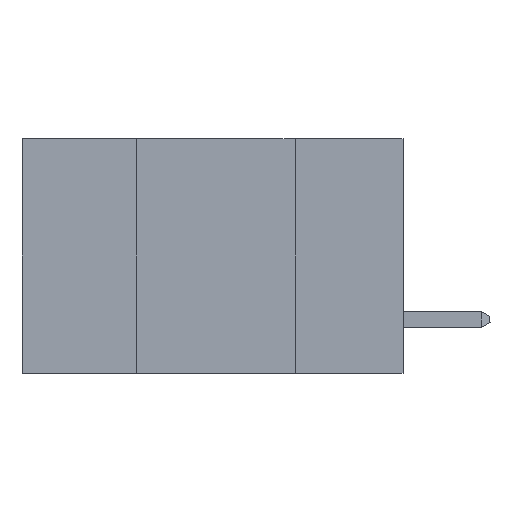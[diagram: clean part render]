
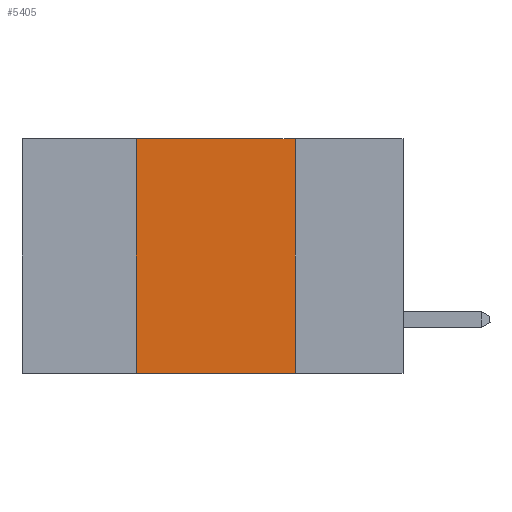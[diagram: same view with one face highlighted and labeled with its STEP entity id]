
A CAD part, left-side view. The second image highlights one B-rep face of the part: STEP entity #5405.
In plain terms, the highlighted planar face has unit normal (-1, 0, 0).
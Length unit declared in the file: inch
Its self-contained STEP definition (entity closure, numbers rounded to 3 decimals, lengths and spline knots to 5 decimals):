
#12 = AXIS2_PLACEMENT_3D ( 'NONE', #954, #15317, #13977 ) ;
#77 = VECTOR ( 'NONE', #12352, 39.37008 ) ;
#954 = CARTESIAN_POINT ( 'NONE',  ( 0., 0.6, 0. ) ) ;
#1227 = DIRECTION ( 'NONE',  ( 0., -1., 0. ) ) ;
#1628 = CARTESIAN_POINT ( 'NONE',  ( 0., 0.17, 0. ) ) ;
#2059 = CARTESIAN_POINT ( 'NONE',  ( 0., 0.42, -0.37 ) ) ;
#2269 = CARTESIAN_POINT ( 'NONE',  ( 0., 0.6, 0. ) ) ;
#3117 = VERTEX_POINT ( 'NONE', #10651 ) ;
#3772 = VERTEX_POINT ( 'NONE', #1628 ) ;
#4314 = VERTEX_POINT ( 'NONE', #2059 ) ;
#4987 = EDGE_CURVE ( 'NONE', #4314, #3117, #17121, .T. ) ;
#5159 = DIRECTION ( 'NONE',  ( 0., -1., 0. ) ) ;
#5286 = EDGE_CURVE ( 'NONE', #3772, #3117, #18451, .T. ) ;
#5405 = ADVANCED_FACE ( 'NONE', ( #13506 ), #15491, .F. ) ;
#5475 = EDGE_CURVE ( 'NONE', #11024, #3772, #10098, .T. ) ;
#6585 = ORIENTED_EDGE ( 'NONE', *, *, #5475, .F. ) ;
#8304 = VECTOR ( 'NONE', #13408, 39.37008 ) ;
#8311 = EDGE_LOOP ( 'NONE', ( #16637, #6585, #9170, #11257 ) ) ;
#9170 = ORIENTED_EDGE ( 'NONE', *, *, #13617, .F. ) ;
#9432 = VECTOR ( 'NONE', #1227, 39.37008 ) ;
#10098 = LINE ( 'NONE', #2269, #14627 ) ;
#10651 = CARTESIAN_POINT ( 'NONE',  ( 0., 0.17, -0.37 ) ) ;
#10739 = CARTESIAN_POINT ( 'NONE',  ( 0., 0.17, 0. ) ) ;
#11024 = VERTEX_POINT ( 'NONE', #14914 ) ;
#11257 = ORIENTED_EDGE ( 'NONE', *, *, #4987, .T. ) ;
#12352 = DIRECTION ( 'NONE',  ( 0., 0., -1. ) ) ;
#13408 = DIRECTION ( 'NONE',  ( 0., 0., 1. ) ) ;
#13506 = FACE_OUTER_BOUND ( 'NONE', #8311, .T. ) ;
#13617 = EDGE_CURVE ( 'NONE', #4314, #11024, #18262, .T. ) ;
#13977 = DIRECTION ( 'NONE',  ( 0., 0., -1. ) ) ;
#14627 = VECTOR ( 'NONE', #5159, 39.37008 ) ;
#14914 = CARTESIAN_POINT ( 'NONE',  ( 0., 0.42, 0. ) ) ;
#15173 = CARTESIAN_POINT ( 'NONE',  ( 0., 0.6, -0.37 ) ) ;
#15317 = DIRECTION ( 'NONE',  ( 1., 0., 0. ) ) ;
#15491 = PLANE ( 'NONE',  #12 ) ;
#16559 = CARTESIAN_POINT ( 'NONE',  ( 0., 0.42, 0. ) ) ;
#16637 = ORIENTED_EDGE ( 'NONE', *, *, #5286, .F. ) ;
#17121 = LINE ( 'NONE', #15173, #9432 ) ;
#18262 = LINE ( 'NONE', #16559, #8304 ) ;
#18451 = LINE ( 'NONE', #10739, #77 ) ;
